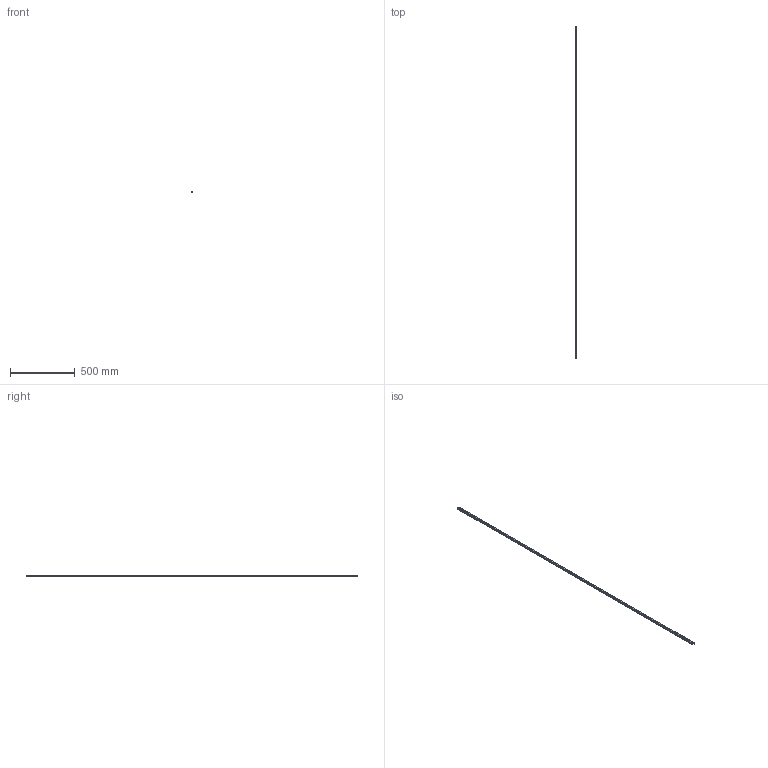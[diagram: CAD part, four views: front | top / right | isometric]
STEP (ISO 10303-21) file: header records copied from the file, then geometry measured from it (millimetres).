
FILE_DESCRIPTION(('STEP AP214'),'1');
FILE_NAME('cctmp_870275AD-6A18-496D-89BA-011EC58BFC23_2021_01_19_12_01_43_0258..stp','2021-01-19T11:01:43',('HIWIN GmbH'),('CADClick - www.CADClick.com'),'Spatial InterOp 3D',' ','unknown authorization');
FILE_SCHEMA(('AUTOMOTIVE_DESIGN'));
Length unit declared in the file: millimetre
Products named in the file (1): HGR15T2560C_FILE
Bounding box: 15 x 2560 x 15 mm (x, y, z)
Volume: 480501.3 mm3; surface area: 162476.2 mm2
Topology: 1 solids, 1 shells, 287 faces, 757 edges, 433 vertices
Faces by surface type: cylinder 112, plane 89, cone 86
Entity records: 10505 total; most frequent: DIRECTION 1471, CARTESIAN_POINT 1392, ORIENTED_EDGE 1342, EDGE_CURVE 671, AXIS2_PLACEMENT_3D 512, LINE 447, VECTOR 447, VERTEX_POINT 433
